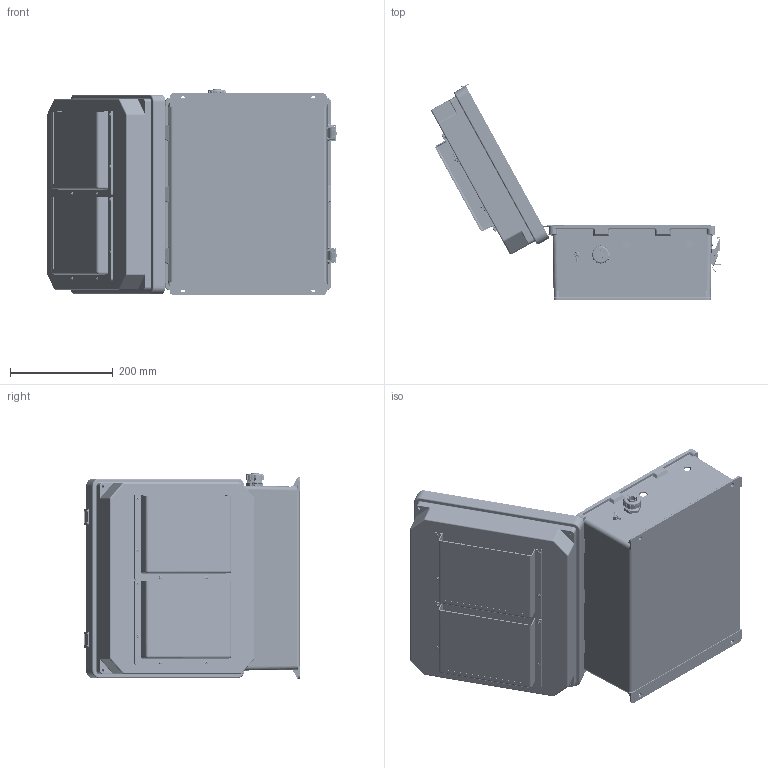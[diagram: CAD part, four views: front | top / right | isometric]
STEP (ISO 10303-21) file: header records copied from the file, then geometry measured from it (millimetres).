
FILE_DESCRIPTION (( 'STEP AP214' ), '1' );
FILE_NAME ('NB141207-EHF_3D.step', '2025-10-28T17:14:51', ( '' ), ( '' ), 'SwSTEP 2.0', 'SolidWorks 2025', '' );
FILE_SCHEMA (( 'AUTOMOTIVE_DESIGN' ));
Length unit declared in the file: inch
Products named in the file (37): XF797-02; XFN-0002; NB141207-EHF_3D; XCT-0011; XCTB-0002; NB141207-Lid-Vented; XMH-0004-1; XFW-0002; XFR-0005; XMH-0002; XFS-0031; NB141207-DoorClasp-1; MJSCVR; NEMA GroundWire-2; XF1056-01; 1AM07-189; XC-0003; XFS-0059; NB141207-Hinge; NB141207-DoorClasp-2; Fan Screen-120x120 ALUM; XMH-0007; XMH-0041; XFS-0026; XFN-0013; XM220-01-UL; XFW-0004; XFS-0017; XCT-0010; XFS-0023_92470A148; XFN-0003; XFS-0024_90184A168; XHIC-HTR220; 10-32 NEMA PLATE SCREW; XCT-0005; NB141207-Box; XMH-0006
Assembly tree (81 placements, depth 2):
  NB141207-EHF_3D
    NB141207-Box
    NB141207-Hinge  x2
    NB141207-Lid-Vented
    NB141207-DoorClasp-1  x2
    NB141207-DoorClasp-2  x2
    XC-0003
    XFS-0026
    XCT-0005
    XFN-0003  x2
    XFW-0002
    XF1056-01
    XCT-0010
    XCT-0011
    XCTB-0002
    XFN-0013  x2
    10-32 NEMA PLATE SCREW  x4
    XFS-0017  x5
    XF797-02
    XMH-0007  x4
    NEMA GroundWire-2
    XMH-0041
    XFS-0059  x2
    XHIC-HTR220
    XFW-0004  x2
    XMH-0006  x2
    XFN-0002  x8
    XM220-01-UL  x2
    XFR-0005  x12
    Fan Screen-120x120 ALUM  x2
    XFS-0023_92470A148  x4
    XMH-0002
    XFS-0024_90184A168  x4
    XMH-0004-1
    1AM07-189
    MJSCVR  x2
    XFS-0031
Bounding box: 564.53 x 422.3 x 402.37 mm (x, y, z)
Volume: 2881303.5 mm3; surface area: 1763138.9 mm2
Topology: 90 solids, 91 shells, 8858 faces, 23397 edges, 14782 vertices
Faces by surface type: cylinder 3698, plane 2512, cone 1533, bspline 619, torus 442, sphere 54
Entity records: 192450 total; most frequent: CARTESIAN_POINT 63919, ORIENTED_EDGE 27302, DIRECTION 25857, EDGE_CURVE 13651, AXIS2_PLACEMENT_3D 9509, VERTEX_POINT 8622, LINE 6839, VECTOR 6839
